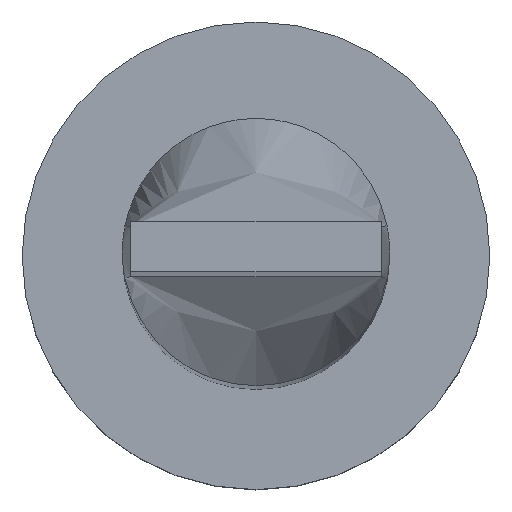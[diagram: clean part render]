
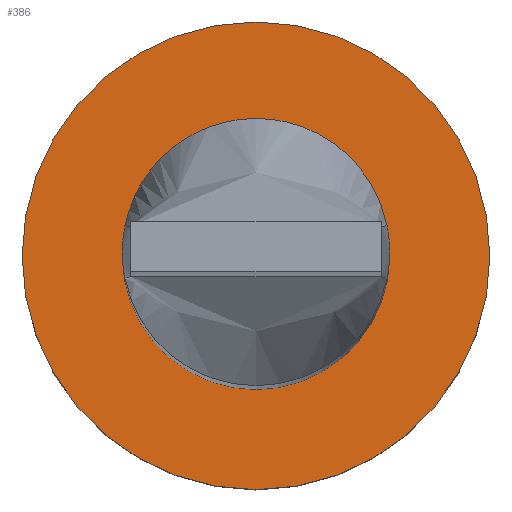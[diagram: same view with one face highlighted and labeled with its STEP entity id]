
A CAD part, top view. The second image highlights one B-rep face of the part: STEP entity #386.
In plain terms, the highlighted planar face has unit normal (0, 0, 1).
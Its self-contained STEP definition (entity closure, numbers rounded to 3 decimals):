
#8 = DIRECTION ( 'NONE',  ( 0., 0., 1. ) ) ;
#36 = DIRECTION ( 'NONE',  ( 0., 0., 1. ) ) ;
#37 = AXIS2_PLACEMENT_3D ( 'NONE', #363, #8, #359 ) ;
#41 = DIRECTION ( 'NONE',  ( 1., 0., 0. ) ) ;
#57 = EDGE_CURVE ( 'NONE', #449, #422, #214, .T. ) ;
#59 = CIRCLE ( 'NONE', #287, 4. ) ;
#74 = AXIS2_PLACEMENT_3D ( 'NONE', #454, #497, #93 ) ;
#77 = CIRCLE ( 'NONE', #375, 4. ) ;
#84 = CARTESIAN_POINT ( 'NONE',  ( -4., 0., 5. ) ) ;
#86 = DIRECTION ( 'NONE',  ( 1., 0., 0. ) ) ;
#93 = DIRECTION ( 'NONE',  ( 1., 0., 0. ) ) ;
#125 = DIRECTION ( 'NONE',  ( 1., 0., 0. ) ) ;
#131 = CARTESIAN_POINT ( 'NONE',  ( 0., 0., 5. ) ) ;
#170 = FACE_OUTER_BOUND ( 'NONE', #335, .T. ) ;
#177 = DIRECTION ( 'NONE',  ( 0., 0., 1. ) ) ;
#179 = FACE_BOUND ( 'NONE', #212, .T. ) ;
#212 = EDGE_LOOP ( 'NONE', ( #272, #263 ) ) ;
#214 = CIRCLE ( 'NONE', #74, 7. ) ;
#263 = ORIENTED_EDGE ( 'NONE', *, *, #347, .F. ) ;
#272 = ORIENTED_EDGE ( 'NONE', *, *, #340, .F. ) ;
#287 = AXIS2_PLACEMENT_3D ( 'NONE', #482, #36, #41 ) ;
#297 = VERTEX_POINT ( 'NONE', #84 ) ;
#335 = EDGE_LOOP ( 'NONE', ( #337, #447 ) ) ;
#337 = ORIENTED_EDGE ( 'NONE', *, *, #57, .T. ) ;
#340 = EDGE_CURVE ( 'NONE', #297, #395, #77, .T. ) ;
#344 = AXIS2_PLACEMENT_3D ( 'NONE', #131, #528, #86 ) ;
#347 = EDGE_CURVE ( 'NONE', #395, #297, #59, .T. ) ;
#351 = PLANE ( 'NONE',  #344 ) ;
#359 = DIRECTION ( 'NONE',  ( 1., 0., 0. ) ) ;
#363 = CARTESIAN_POINT ( 'NONE',  ( 0., 0., 5. ) ) ;
#375 = AXIS2_PLACEMENT_3D ( 'NONE', #539, #177, #125 ) ;
#386 = ADVANCED_FACE ( 'NONE', ( #179, #170 ), #351, .T. ) ;
#395 = VERTEX_POINT ( 'NONE', #403 ) ;
#403 = CARTESIAN_POINT ( 'NONE',  ( 4., 0., 5. ) ) ;
#422 = VERTEX_POINT ( 'NONE', #525 ) ;
#439 = CARTESIAN_POINT ( 'NONE',  ( -7., 0., 5. ) ) ;
#447 = ORIENTED_EDGE ( 'NONE', *, *, #459, .T. ) ;
#449 = VERTEX_POINT ( 'NONE', #439 ) ;
#454 = CARTESIAN_POINT ( 'NONE',  ( 0., 0., 5. ) ) ;
#459 = EDGE_CURVE ( 'NONE', #422, #449, #550, .T. ) ;
#482 = CARTESIAN_POINT ( 'NONE',  ( 0., 0., 5. ) ) ;
#497 = DIRECTION ( 'NONE',  ( 0., 0., 1. ) ) ;
#525 = CARTESIAN_POINT ( 'NONE',  ( 7., 0., 5. ) ) ;
#528 = DIRECTION ( 'NONE',  ( 0., 0., 1. ) ) ;
#539 = CARTESIAN_POINT ( 'NONE',  ( 0., 0., 5. ) ) ;
#550 = CIRCLE ( 'NONE', #37, 7. ) ;
